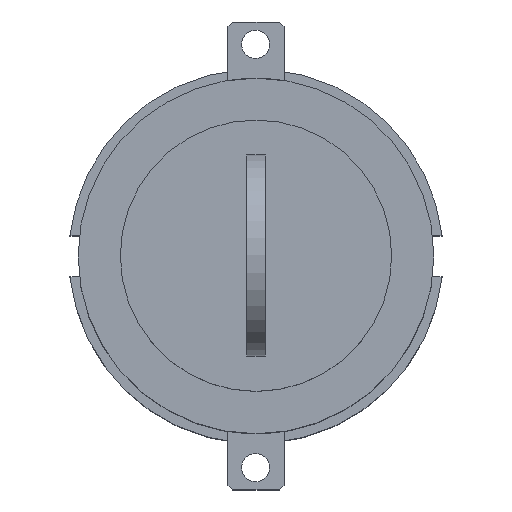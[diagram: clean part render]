
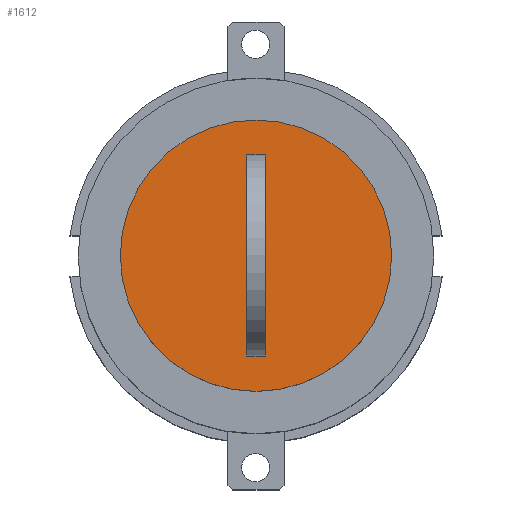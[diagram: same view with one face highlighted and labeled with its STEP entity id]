
A CAD part, top view. The second image highlights one B-rep face of the part: STEP entity #1612.
In plain terms, the highlighted planar face has unit normal (0, 0, 1).
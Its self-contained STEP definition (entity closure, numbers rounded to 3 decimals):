
#1532=CARTESIAN_POINT('',(14.5,0.0,65.5));
#1533=VERTEX_POINT('',#1532);
#1542=CARTESIAN_POINT('',(-14.5,0.,65.5));
#1543=VERTEX_POINT('',#1542);
#1544=CARTESIAN_POINT('',(0.,0.0,65.5));
#1545=DIRECTION('',(0.0,0.0,1.0));
#1546=DIRECTION('',(1.0,0.0,0.0));
#1547=AXIS2_PLACEMENT_3D('',#1544,#1545,#1546);
#1548=CIRCLE('',#1547,14.5);
#1549=EDGE_CURVE('',#1543,#1533,#1548,.T.);
#1583=CARTESIAN_POINT('',(0.,0.0,65.5));
#1584=DIRECTION('',(0.0,0.0,1.0));
#1585=DIRECTION('',(1.0,0.0,0.0));
#1586=AXIS2_PLACEMENT_3D('',#1583,#1584,#1585);
#1587=CIRCLE('',#1586,14.5);
#1588=EDGE_CURVE('',#1533,#1543,#1587,.T.);
#1603=CARTESIAN_POINT('',(0.,0.0,65.5));
#1604=DIRECTION('',(0.0,0.0,1.0));
#1605=DIRECTION('',(1.0,0.0,0.0));
#1606=AXIS2_PLACEMENT_3D('',#1603,#1604,#1605);
#1607=PLANE('',#1606);
#1608=ORIENTED_EDGE('',*,*,#1588,.T.);
#1609=ORIENTED_EDGE('',*,*,#1549,.T.);
#1610=EDGE_LOOP('',(#1608,#1609));
#1611=FACE_OUTER_BOUND('',#1610,.T.);
#1612=ADVANCED_FACE('',(#1611),#1607,.T.);
